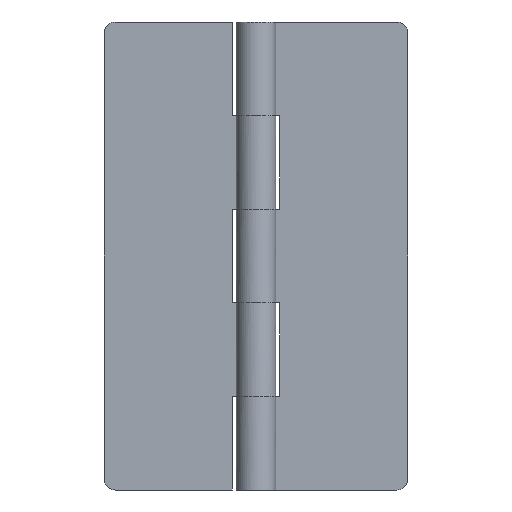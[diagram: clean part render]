
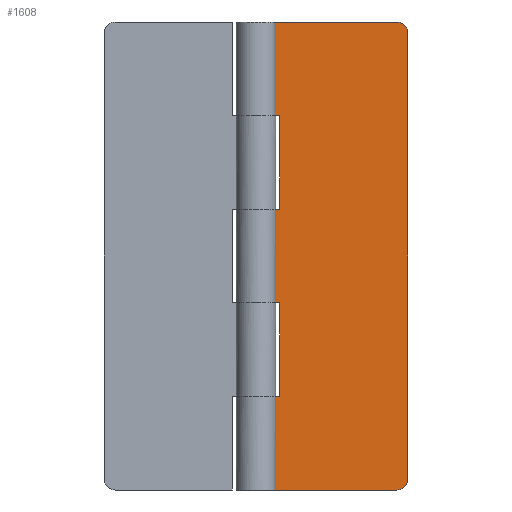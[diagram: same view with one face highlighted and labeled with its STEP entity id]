
A CAD part, front view. The second image highlights one B-rep face of the part: STEP entity #1608.
In plain terms, the highlighted free-form (B-spline) face has degree [1, 1] with [2, 2] control points.
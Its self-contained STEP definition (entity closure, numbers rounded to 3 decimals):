
#902=CARTESIAN_POINT('',(19.25,1.5,64.));
#903=VERTEX_POINT('',#902);
#909=CARTESIAN_POINT('',(20.75,1.5,62.5));
#910=VERTEX_POINT('',#909);
#911=CARTESIAN_POINT('',(20.75,1.5,62.5));
#912=CARTESIAN_POINT('',(20.75,1.5,64.));
#913=CARTESIAN_POINT('',(19.25,1.5,64.));
#921=(BOUNDED_CURVE()B_SPLINE_CURVE(2,(#911,#912,#913),.UNSPECIFIED.,.F.,.U.)CURVE()GEOMETRIC_REPRESENTATION_ITEM()QUASI_UNIFORM_CURVE()RATIONAL_B_SPLINE_CURVE((1.0,0.707,1.0))REPRESENTATION_ITEM(''));
#922=EDGE_CURVE('',#910,#903,#921,.T.);
#963=CARTESIAN_POINT('',(20.75,1.5,1.5));
#964=VERTEX_POINT('',#963);
#970=CARTESIAN_POINT('',(19.25,1.5,0.0));
#971=VERTEX_POINT('',#970);
#972=CARTESIAN_POINT('',(19.25,1.5,0.0));
#973=CARTESIAN_POINT('',(20.75,1.5,0.0));
#974=CARTESIAN_POINT('',(20.75,1.5,1.5));
#982=(BOUNDED_CURVE()B_SPLINE_CURVE(2,(#972,#973,#974),.UNSPECIFIED.,.F.,.U.)CURVE()GEOMETRIC_REPRESENTATION_ITEM()QUASI_UNIFORM_CURVE()RATIONAL_B_SPLINE_CURVE((1.0,0.707,1.0))REPRESENTATION_ITEM(''));
#983=EDGE_CURVE('',#971,#964,#982,.T.);
#1028=CARTESIAN_POINT('',(3.25,1.5,25.6));
#1029=VERTEX_POINT('',#1028);
#1035=CARTESIAN_POINT('',(0.0,1.5,25.6));
#1036=VERTEX_POINT('',#1035);
#1037=CARTESIAN_POINT('',(3.25,1.5,25.6));
#1038=CARTESIAN_POINT('',(0.0,1.5,25.6));
#1039=QUASI_UNIFORM_CURVE('',1,(#1037,#1038),.UNSPECIFIED.,.F.,.U.);
#1040=EDGE_CURVE('',#1029,#1036,#1039,.T.);
#1076=CARTESIAN_POINT('',(3.25,1.5,12.8));
#1077=VERTEX_POINT('',#1076);
#1078=CARTESIAN_POINT('',(3.25,1.5,12.8));
#1079=CARTESIAN_POINT('',(3.25,1.5,25.6));
#1080=QUASI_UNIFORM_CURVE('',1,(#1078,#1079),.UNSPECIFIED.,.F.,.U.);
#1081=EDGE_CURVE('',#1077,#1029,#1080,.T.);
#1134=CARTESIAN_POINT('',(0.0,1.5,12.8));
#1135=VERTEX_POINT('',#1134);
#1155=CARTESIAN_POINT('',(0.0,1.5,12.8));
#1156=CARTESIAN_POINT('',(3.25,1.5,12.8));
#1157=QUASI_UNIFORM_CURVE('',1,(#1155,#1156),.UNSPECIFIED.,.F.,.U.);
#1158=EDGE_CURVE('',#1135,#1077,#1157,.T.);
#1174=CARTESIAN_POINT('',(0.0,1.5,38.4));
#1175=VERTEX_POINT('',#1174);
#1176=CARTESIAN_POINT('',(3.25,1.5,38.4));
#1177=VERTEX_POINT('',#1176);
#1178=CARTESIAN_POINT('',(0.0,1.5,38.4));
#1179=CARTESIAN_POINT('',(3.25,1.5,38.4));
#1180=QUASI_UNIFORM_CURVE('',1,(#1178,#1179),.UNSPECIFIED.,.F.,.U.);
#1181=EDGE_CURVE('',#1175,#1177,#1180,.T.);
#1252=CARTESIAN_POINT('',(3.25,1.5,51.2));
#1253=VERTEX_POINT('',#1252);
#1254=CARTESIAN_POINT('',(3.25,1.5,38.4));
#1255=CARTESIAN_POINT('',(3.25,1.5,51.2));
#1256=QUASI_UNIFORM_CURVE('',1,(#1254,#1255),.UNSPECIFIED.,.F.,.U.);
#1257=EDGE_CURVE('',#1177,#1253,#1256,.T.);
#1280=CARTESIAN_POINT('',(0.0,1.5,51.2));
#1281=VERTEX_POINT('',#1280);
#1282=CARTESIAN_POINT('',(3.25,1.5,51.2));
#1283=CARTESIAN_POINT('',(0.0,1.5,51.2));
#1284=QUASI_UNIFORM_CURVE('',1,(#1282,#1283),.UNSPECIFIED.,.F.,.U.);
#1285=EDGE_CURVE('',#1253,#1281,#1284,.T.);
#1358=CARTESIAN_POINT('',(0.0,1.5,0.0));
#1359=VERTEX_POINT('',#1358);
#1360=CARTESIAN_POINT('',(19.25,1.5,0.0));
#1361=CARTESIAN_POINT('',(0.0,1.5,0.0));
#1362=QUASI_UNIFORM_CURVE('',1,(#1360,#1361),.UNSPECIFIED.,.F.,.U.);
#1363=EDGE_CURVE('',#971,#1359,#1362,.T.);
#1420=CARTESIAN_POINT('',(0.0,1.5,64.));
#1421=VERTEX_POINT('',#1420);
#1422=CARTESIAN_POINT('',(19.25,1.5,64.));
#1423=CARTESIAN_POINT('',(0.0,1.5,64.));
#1424=QUASI_UNIFORM_CURVE('',1,(#1422,#1423),.UNSPECIFIED.,.F.,.U.);
#1425=EDGE_CURVE('',#903,#1421,#1424,.T.);
#1566=CARTESIAN_POINT('',(0.0,1.5,38.4));
#1567=CARTESIAN_POINT('',(0.0,1.5,25.6));
#1568=QUASI_UNIFORM_CURVE('',1,(#1566,#1567),.UNSPECIFIED.,.F.,.U.);
#1569=EDGE_CURVE('',#1175,#1036,#1568,.T.);
#1575=CARTESIAN_POINT('',(-1.036,1.5,67.197));
#1576=CARTESIAN_POINT('',(-1.036,1.5,-3.197));
#1577=CARTESIAN_POINT('',(21.786,1.5,67.197));
#1578=CARTESIAN_POINT('',(21.786,1.5,-3.197));
#1579=B_SPLINE_SURFACE_WITH_KNOTS('',1,1,((#1575,#1577),(#1576,#1578)),.UNSPECIFIED.,.F.,.F.,.U.,(2,2),(2,2),(0.0,70.394),(0.0,22.823),.UNSPECIFIED.);
#1580=ORIENTED_EDGE('',*,*,#1363,.F.);
#1581=ORIENTED_EDGE('',*,*,#983,.T.);
#1582=CARTESIAN_POINT('',(20.75,1.5,62.5));
#1583=CARTESIAN_POINT('',(20.75,1.5,1.5));
#1584=QUASI_UNIFORM_CURVE('',1,(#1582,#1583),.UNSPECIFIED.,.F.,.U.);
#1585=EDGE_CURVE('',#910,#964,#1584,.T.);
#1586=ORIENTED_EDGE('',*,*,#1585,.F.);
#1587=ORIENTED_EDGE('',*,*,#922,.T.);
#1588=ORIENTED_EDGE('',*,*,#1425,.T.);
#1589=CARTESIAN_POINT('',(0.0,1.5,64.));
#1590=CARTESIAN_POINT('',(0.0,1.5,51.2));
#1591=QUASI_UNIFORM_CURVE('',1,(#1589,#1590),.UNSPECIFIED.,.F.,.U.);
#1592=EDGE_CURVE('',#1421,#1281,#1591,.T.);
#1593=ORIENTED_EDGE('',*,*,#1592,.T.);
#1594=ORIENTED_EDGE('',*,*,#1285,.F.);
#1595=ORIENTED_EDGE('',*,*,#1257,.F.);
#1596=ORIENTED_EDGE('',*,*,#1181,.F.);
#1597=ORIENTED_EDGE('',*,*,#1569,.T.);
#1598=ORIENTED_EDGE('',*,*,#1040,.F.);
#1599=ORIENTED_EDGE('',*,*,#1081,.F.);
#1600=ORIENTED_EDGE('',*,*,#1158,.F.);
#1601=CARTESIAN_POINT('',(0.0,1.5,12.8));
#1602=CARTESIAN_POINT('',(0.0,1.5,0.0));
#1603=QUASI_UNIFORM_CURVE('',1,(#1601,#1602),.UNSPECIFIED.,.F.,.U.);
#1604=EDGE_CURVE('',#1135,#1359,#1603,.T.);
#1605=ORIENTED_EDGE('',*,*,#1604,.T.);
#1606=EDGE_LOOP('',(#1580,#1581,#1586,#1587,#1588,#1593,#1594,#1595,#1596,#1597,#1598,#1599,#1600,#1605));
#1607=FACE_OUTER_BOUND('',#1606,.T.);
#1608=ADVANCED_FACE('',(#1607),#1579,.T.);
